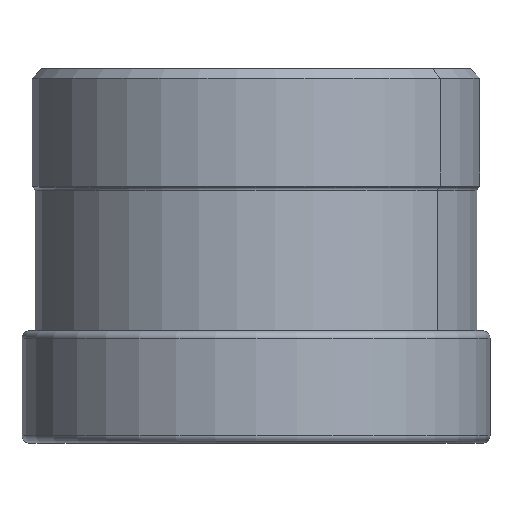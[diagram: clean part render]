
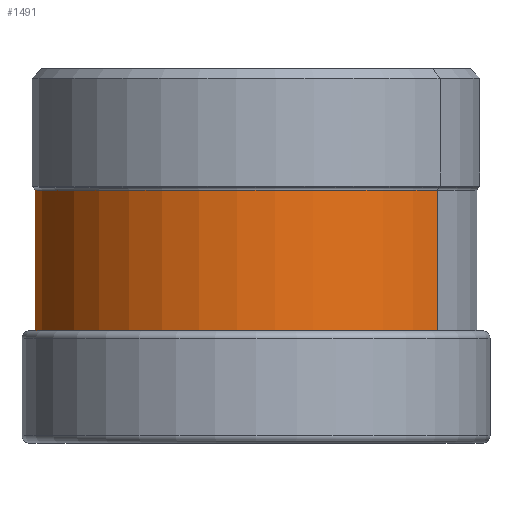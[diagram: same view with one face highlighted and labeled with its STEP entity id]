
A CAD part, left-side view. The second image highlights one B-rep face of the part: STEP entity #1491.
In plain terms, the highlighted cylindrical face has radius 23.7 mm (diameter 47.4 mm), a partial arc.
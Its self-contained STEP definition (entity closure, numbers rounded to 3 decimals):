
#338=CARTESIAN_POINT('',(0.,0.,-28.));
#339=DIRECTION('',(0.,0.,-1.));
#340=DIRECTION('',(-0.574,-0.819,0.));
#341=AXIS2_PLACEMENT_3D('',#338,#339,#340);
#346=DIRECTION('',(0.,0.,1.));
#347=VECTOR('',#346,15.);
#348=CARTESIAN_POINT('',(13.594,19.414,-28.));
#349=LINE('',#348,#347);
#353=DIRECTION('',(0.,0.,1.));
#354=VECTOR('',#353,15.);
#355=CARTESIAN_POINT('',(-13.594,-19.414,-28.));
#356=LINE('',#355,#354);
#376=CARTESIAN_POINT('',(0.,0.,-13.));
#377=DIRECTION('',(0.,0.,1.));
#378=DIRECTION('',(0.574,0.819,0.));
#379=AXIS2_PLACEMENT_3D('',#376,#377,#378);
#944=CARTESIAN_POINT('',(13.594,19.414,-13.));
#946=VERTEX_POINT('',#944);
#990=CARTESIAN_POINT('',(-13.594,-19.414,-13.));
#992=VERTEX_POINT('',#990);
#1062=CARTESIAN_POINT('',(13.594,19.414,-28.));
#1063=CARTESIAN_POINT('',(-13.594,-19.414,-28.));
#1064=VERTEX_POINT('',#1062);
#1065=VERTEX_POINT('',#1063);
#1479=CARTESIAN_POINT('',(0.,0.,70.787));
#1480=DIRECTION('',(0.,0.,-1.));
#1481=DIRECTION('',(-0.574,-0.819,0.));
#1482=AXIS2_PLACEMENT_3D('',#1479,#1480,#1481);
#1483=CYLINDRICAL_SURFACE('',#1482,23.7);
#1484=ORIENTED_EDGE('',*,*,#1447,.T.);
#1485=ORIENTED_EDGE('',*,*,#1474,.T.);
#1487=ORIENTED_EDGE('',*,*,#1486,.T.);
#1488=ORIENTED_EDGE('',*,*,#1470,.F.);
#1489=EDGE_LOOP('',(#1484,#1485,#1487,#1488));
#1490=FACE_OUTER_BOUND('',#1489,.F.);
#342=CIRCLE('',#341,23.7);
#380=CIRCLE('',#379,23.7);
#1447=EDGE_CURVE('',#1065,#1064,#342,.T.);
#1470=EDGE_CURVE('',#1065,#992,#356,.T.);
#1474=EDGE_CURVE('',#1064,#946,#349,.T.);
#1486=EDGE_CURVE('',#946,#992,#380,.T.);
#1491=ADVANCED_FACE('',(#1490),#1483,.T.);
